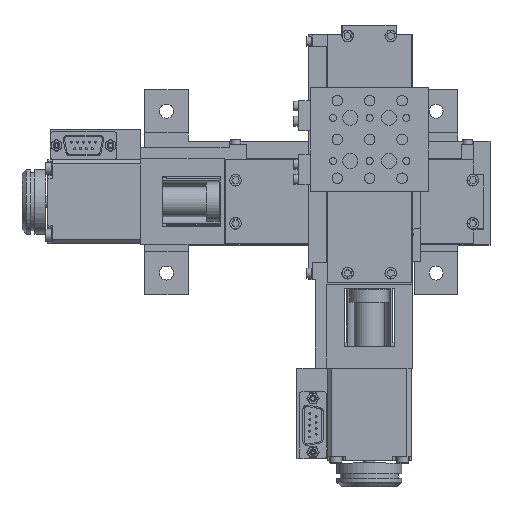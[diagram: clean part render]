
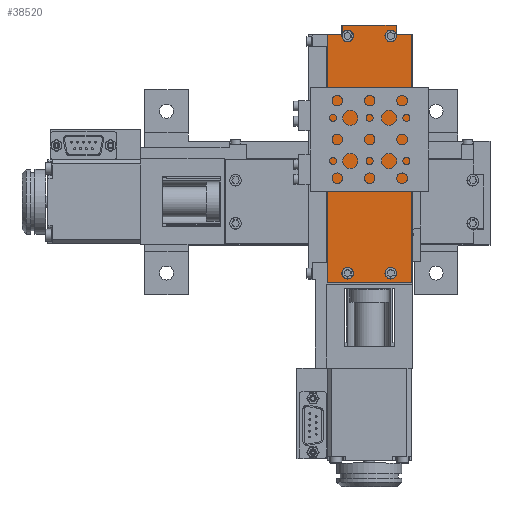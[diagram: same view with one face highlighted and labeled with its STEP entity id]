
A CAD part, top view. The second image highlights one B-rep face of the part: STEP entity #38520.
In plain terms, the highlighted planar face has unit normal (0, 0, 1).
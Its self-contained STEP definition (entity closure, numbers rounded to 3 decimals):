
#1027=FACE_BOUND('',#6725,.T.);
#1028=FACE_BOUND('',#6726,.T.);
#1201=CIRCLE('',#39156,2.6);
#1206=CIRCLE('',#39179,2.6);
#1207=CIRCLE('',#39180,2.6);
#2283=CIRCLE('',#41868,2.6);
#2284=CIRCLE('',#41869,2.6);
#2285=CIRCLE('',#41870,2.6);
#4237=FACE_OUTER_BOUND('',#6724,.T.);
#6724=EDGE_LOOP('',(#32328,#32329,#32330,#32331,#32332,#32333,#32334,#32335,
#32336,#32337,#32338,#32339));
#6725=EDGE_LOOP('',(#32340));
#6726=EDGE_LOOP('',(#32341));
#7545=LINE('',#54294,#11337);
#7549=LINE('',#54302,#11341);
#7554=LINE('',#54312,#11346);
#7558=LINE('',#54321,#11350);
#7563=LINE('',#54331,#11355);
#10078=LINE('',#61398,#13870);
#10081=LINE('',#61404,#13873);
#10086=LINE('',#61412,#13878);
#11337=VECTOR('',#43780,10.);
#11341=VECTOR('',#43786,10.);
#11346=VECTOR('',#43793,10.);
#11350=VECTOR('',#43799,10.);
#11355=VECTOR('',#43806,10.);
#13870=VECTOR('',#50759,10.);
#13873=VECTOR('',#50764,10.);
#13878=VECTOR('',#50771,10.);
#14931=VERTEX_POINT('',#54020);
#14936=VERTEX_POINT('',#54042);
#14937=VERTEX_POINT('',#54044);
#14956=VERTEX_POINT('',#54103);
#15008=VERTEX_POINT('',#54292);
#15009=VERTEX_POINT('',#54293);
#15012=VERTEX_POINT('',#54301);
#15016=VERTEX_POINT('',#54311);
#15019=VERTEX_POINT('',#54319);
#15020=VERTEX_POINT('',#54320);
#15024=VERTEX_POINT('',#54330);
#17223=VERTEX_POINT('',#61402);
#17547=VERTEX_POINT('',#62529);
#17548=VERTEX_POINT('',#62532);
#18438=EDGE_CURVE('',#14931,#14931,#1201,.T.);
#18478=EDGE_CURVE('',#14936,#14956,#1206,.T.);
#18479=EDGE_CURVE('',#14956,#14937,#1207,.T.);
#18570=EDGE_CURVE('',#15008,#15009,#7545,.T.);
#18574=EDGE_CURVE('',#15009,#15012,#7549,.T.);
#18579=EDGE_CURVE('',#14936,#15016,#7554,.T.);
#18583=EDGE_CURVE('',#15019,#15020,#7558,.T.);
#18588=EDGE_CURVE('',#15024,#15008,#7563,.T.);
#21984=EDGE_CURVE('',#15012,#14937,#10078,.T.);
#21987=EDGE_CURVE('',#17223,#15024,#10081,.T.);
#21992=EDGE_CURVE('',#15016,#15019,#10086,.T.);
#22500=EDGE_CURVE('',#17223,#17547,#2283,.T.);
#22501=EDGE_CURVE('',#17547,#15020,#2284,.T.);
#22502=EDGE_CURVE('',#17548,#17548,#2285,.T.);
#32328=ORIENTED_EDGE('',*,*,#22500,.T.);
#32329=ORIENTED_EDGE('',*,*,#22501,.T.);
#32330=ORIENTED_EDGE('',*,*,#18583,.F.);
#32331=ORIENTED_EDGE('',*,*,#21992,.F.);
#32332=ORIENTED_EDGE('',*,*,#18579,.F.);
#32333=ORIENTED_EDGE('',*,*,#18478,.T.);
#32334=ORIENTED_EDGE('',*,*,#18479,.T.);
#32335=ORIENTED_EDGE('',*,*,#21984,.F.);
#32336=ORIENTED_EDGE('',*,*,#18574,.F.);
#32337=ORIENTED_EDGE('',*,*,#18570,.F.);
#32338=ORIENTED_EDGE('',*,*,#18588,.F.);
#32339=ORIENTED_EDGE('',*,*,#21987,.F.);
#32340=ORIENTED_EDGE('',*,*,#22502,.T.);
#32341=ORIENTED_EDGE('',*,*,#18438,.T.);
#34390=PLANE('',#41867);
#38520=ADVANCED_FACE('',(#4237,#1027,#1028),#34390,.T.);
#39156=AXIS2_PLACEMENT_3D('',#54022,#43506,#43507);
#39179=AXIS2_PLACEMENT_3D('',#54105,#43587,#43588);
#39180=AXIS2_PLACEMENT_3D('',#54106,#43589,#43590);
#41867=AXIS2_PLACEMENT_3D('',#62528,#51888,#51889);
#41868=AXIS2_PLACEMENT_3D('',#62530,#51890,#51891);
#41869=AXIS2_PLACEMENT_3D('',#62531,#51892,#51893);
#41870=AXIS2_PLACEMENT_3D('',#62533,#51894,#51895);
#43506=DIRECTION('center_axis',(0.,0.,
-1.));
#43507=DIRECTION('ref_axis',(0.,-1.,0.));
#43587=DIRECTION('center_axis',(0.,0.,
-1.));
#43588=DIRECTION('ref_axis',(0.,-1.,0.));
#43589=DIRECTION('center_axis',(0.,0.,
-1.));
#43590=DIRECTION('ref_axis',(0.,-1.,0.));
#43780=DIRECTION('',(-1.,0.,0.));
#43786=DIRECTION('',(0.,1.,0.));
#43793=DIRECTION('',(0.,1.,0.));
#43799=DIRECTION('',(0.,-1.,0.));
#43806=DIRECTION('',(0.,-1.,0.));
#50759=DIRECTION('',(1.,0.,0.));
#50764=DIRECTION('',(1.,0.,0.));
#50771=DIRECTION('',(1.,0.,0.));
#51888=DIRECTION('center_axis',(0.,0.,
1.));
#51889=DIRECTION('ref_axis',(1.,0.,0.));
#51890=DIRECTION('center_axis',(0.,0.,
-1.));
#51891=DIRECTION('ref_axis',(0.,-1.,0.));
#51892=DIRECTION('center_axis',(0.,0.,
-1.));
#51893=DIRECTION('ref_axis',(0.,-1.,0.));
#51894=DIRECTION('center_axis',(0.,0.,
-1.));
#51895=DIRECTION('ref_axis',(0.,-1.,0.));
#54020=CARTESIAN_POINT('',(94.,12.393,77.207));
#54022=CARTESIAN_POINT('Origin',(94.,9.793,77.207));
#54042=CARTESIAN_POINT('',(91.5,120.507,77.207));
#54044=CARTESIAN_POINT('',(91.449,120.293,77.207));
#54103=CARTESIAN_POINT('',(94.,122.393,77.207));
#54105=CARTESIAN_POINT('Origin',(94.,119.793,77.207));
#54106=CARTESIAN_POINT('Origin',(94.,119.793,77.207));
#54292=CARTESIAN_POINT('',(123.5,5.293,77.207));
#54293=CARTESIAN_POINT('',(84.5,5.293,77.207));
#54294=CARTESIAN_POINT('',(84.5,5.293,77.207));
#54301=CARTESIAN_POINT('',(84.5,120.293,77.207));
#54302=CARTESIAN_POINT('',(84.5,120.293,77.207));
#54311=CARTESIAN_POINT('',(91.5,124.793,77.207));
#54312=CARTESIAN_POINT('',(91.5,124.793,77.207));
#54319=CARTESIAN_POINT('',(116.5,124.793,77.207));
#54320=CARTESIAN_POINT('',(116.5,120.507,77.207));
#54321=CARTESIAN_POINT('',(116.5,120.293,77.207));
#54330=CARTESIAN_POINT('',(123.5,120.293,77.207));
#54331=CARTESIAN_POINT('',(123.5,5.293,77.207));
#61398=CARTESIAN_POINT('',(91.5,120.293,77.207));
#61402=CARTESIAN_POINT('',(116.551,120.293,77.207));
#61404=CARTESIAN_POINT('',(123.5,120.293,77.207));
#61412=CARTESIAN_POINT('',(116.5,124.793,77.207));
#62528=CARTESIAN_POINT('Origin',(104.,64.844,77.207));
#62529=CARTESIAN_POINT('',(114.,122.393,77.207));
#62530=CARTESIAN_POINT('Origin',(114.,119.793,77.207));
#62531=CARTESIAN_POINT('Origin',(114.,119.793,77.207));
#62532=CARTESIAN_POINT('',(114.,12.393,77.207));
#62533=CARTESIAN_POINT('Origin',(114.,9.793,77.207));
